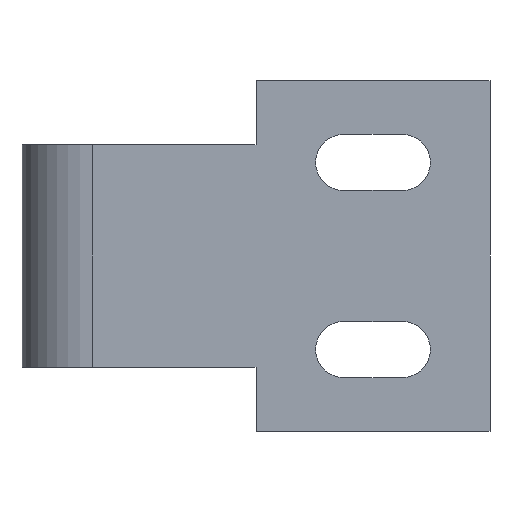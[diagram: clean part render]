
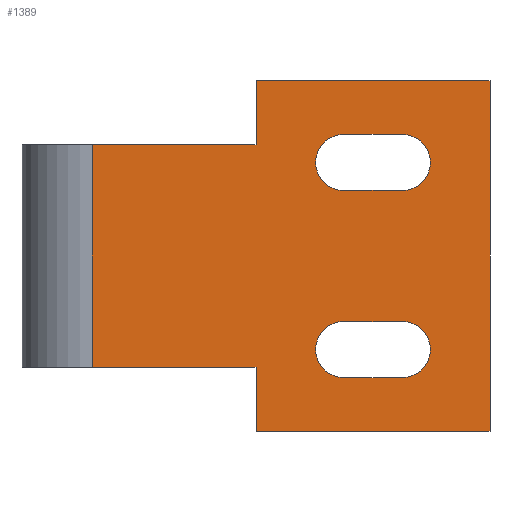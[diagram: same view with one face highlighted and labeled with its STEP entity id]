
A CAD part, front view. The second image highlights one B-rep face of the part: STEP entity #1389.
In plain terms, the highlighted planar face has unit normal (0, -1, 0).
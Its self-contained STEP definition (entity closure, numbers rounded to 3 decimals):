
#4 = CARTESIAN_POINT ( 'NONE',  ( -3.287, -8.11, -5.2 ) ) ;
#6 = VECTOR ( 'NONE', #433, 1000. ) ;
#17 = EDGE_CURVE ( 'NONE', #1370, #882, #278, .T. ) ;
#55 = ORIENTED_EDGE ( 'NONE', *, *, #243, .F. ) ;
#95 = EDGE_LOOP ( 'NONE', ( #134, #981, #978, #55 ) ) ;
#96 = AXIS2_PLACEMENT_3D ( 'NONE', #624, #1161, #397 ) ;
#103 = ORIENTED_EDGE ( 'NONE', *, *, #799, .T. ) ;
#106 = VERTEX_POINT ( 'NONE', #292 ) ;
#111 = VERTEX_POINT ( 'NONE', #1026 ) ;
#118 = ORIENTED_EDGE ( 'NONE', *, *, #262, .T. ) ;
#134 = ORIENTED_EDGE ( 'NONE', *, *, #640, .F. ) ;
#138 = EDGE_CURVE ( 'NONE', #1370, #1054, #1285, .T. ) ;
#161 = LINE ( 'NONE', #810, #987 ) ;
#178 = CARTESIAN_POINT ( 'NONE',  ( -19.537, -8.11, 4.75 ) ) ;
#180 = ORIENTED_EDGE ( 'NONE', *, *, #597, .T. ) ;
#184 = CARTESIAN_POINT ( 'NONE',  ( -16.537, -8.11, 4.75 ) ) ;
#222 = CARTESIAN_POINT ( 'NONE',  ( -16.537, -8.11, 4.75 ) ) ;
#228 = VERTEX_POINT ( 'NONE', #1073 ) ;
#238 = CIRCLE ( 'NONE', #1206, 1.2 ) ;
#241 = CARTESIAN_POINT ( 'NONE',  ( 0.463, -8.11, -7.5 ) ) ;
#243 = EDGE_CURVE ( 'NONE', #684, #288, #554, .T. ) ;
#256 = DIRECTION ( 'NONE',  ( 0., -1., 0. ) ) ;
#262 = EDGE_CURVE ( 'NONE', #869, #819, #948, .T. ) ;
#278 = LINE ( 'NONE', #178, #1272 ) ;
#285 = VECTOR ( 'NONE', #1091, 1000. ) ;
#288 = VERTEX_POINT ( 'NONE', #1167 ) ;
#289 = DIRECTION ( 'NONE',  ( 0., 0., -1. ) ) ;
#292 = CARTESIAN_POINT ( 'NONE',  ( -9.537, -8.11, 7.5 ) ) ;
#312 = CARTESIAN_POINT ( 'NONE',  ( -5.787, -8.11, 2.8 ) ) ;
#327 = CARTESIAN_POINT ( 'NONE',  ( -16.537, -8.11, -4.75 ) ) ;
#341 = CARTESIAN_POINT ( 'NONE',  ( -3.287, -8.11, 2.8 ) ) ;
#349 = AXIS2_PLACEMENT_3D ( 'NONE', #715, #826, #645 ) ;
#352 = LINE ( 'NONE', #4, #285 ) ;
#367 = ORIENTED_EDGE ( 'NONE', *, *, #1236, .F. ) ;
#371 = CIRCLE ( 'NONE', #743, 1.2 ) ;
#372 = DIRECTION ( 'NONE',  ( -1., 0., 0. ) ) ;
#381 = DIRECTION ( 'NONE',  ( -1., 0., 0. ) ) ;
#384 = DIRECTION ( 'NONE',  ( 1., 0., 0. ) ) ;
#388 = DIRECTION ( 'NONE',  ( 1., 0., 0. ) ) ;
#394 = VECTOR ( 'NONE', #1071, 1000. ) ;
#397 = DIRECTION ( 'NONE',  ( 0., 0., 1. ) ) ;
#402 = CARTESIAN_POINT ( 'NONE',  ( -9.537, -8.11, 7.5 ) ) ;
#407 = DIRECTION ( 'NONE',  ( 0., 0., -1. ) ) ;
#411 = CARTESIAN_POINT ( 'NONE',  ( -5.787, -8.11, 5.2 ) ) ;
#417 = CARTESIAN_POINT ( 'NONE',  ( -9.537, -8.11, -7.5 ) ) ;
#425 = LINE ( 'NONE', #417, #1378 ) ;
#433 = DIRECTION ( 'NONE',  ( 0., 0., -1. ) ) ;
#445 = VECTOR ( 'NONE', #539, 1000. ) ;
#467 = VECTOR ( 'NONE', #1368, 1000. ) ;
#510 = CARTESIAN_POINT ( 'NONE',  ( -3.287, -8.11, 5.2 ) ) ;
#539 = DIRECTION ( 'NONE',  ( -1., 0., 0. ) ) ;
#554 = CIRCLE ( 'NONE', #1319, 1.2 ) ;
#589 = LINE ( 'NONE', #918, #631 ) ;
#597 = EDGE_CURVE ( 'NONE', #111, #106, #161, .T. ) ;
#607 = VECTOR ( 'NONE', #289, 1000. ) ;
#624 = CARTESIAN_POINT ( 'NONE',  ( 0.463, -8.11, 4.75 ) ) ;
#631 = VECTOR ( 'NONE', #372, 1000. ) ;
#640 = EDGE_CURVE ( 'NONE', #228, #684, #589, .T. ) ;
#645 = DIRECTION ( 'NONE',  ( 0., 0., 1. ) ) ;
#647 = DIRECTION ( 'NONE',  ( 0., 0., 1. ) ) ;
#648 = EDGE_CURVE ( 'NONE', #1138, #228, #371, .T. ) ;
#652 = LINE ( 'NONE', #1377, #467 ) ;
#654 = ORIENTED_EDGE ( 'NONE', *, *, #867, .F. ) ;
#661 = CARTESIAN_POINT ( 'NONE',  ( -3.287, -8.11, -4. ) ) ;
#684 = VERTEX_POINT ( 'NONE', #1198 ) ;
#695 = DIRECTION ( 'NONE',  ( 0., 0., 1. ) ) ;
#715 = CARTESIAN_POINT ( 'NONE',  ( -5.787, -8.11, 4. ) ) ;
#727 = FACE_OUTER_BOUND ( 'NONE', #1402, .T. ) ;
#735 = LINE ( 'NONE', #963, #445 ) ;
#738 = VERTEX_POINT ( 'NONE', #341 ) ;
#742 = VECTOR ( 'NONE', #407, 1000. ) ;
#743 = AXIS2_PLACEMENT_3D ( 'NONE', #661, #1000, #894 ) ;
#799 = EDGE_CURVE ( 'NONE', #106, #882, #938, .T. ) ;
#810 = CARTESIAN_POINT ( 'NONE',  ( 0.463, -8.11, 7.5 ) ) ;
#819 = VERTEX_POINT ( 'NONE', #1151 ) ;
#826 = DIRECTION ( 'NONE',  ( 0., -1., 0. ) ) ;
#828 = LINE ( 'NONE', #905, #1040 ) ;
#841 = CARTESIAN_POINT ( 'NONE',  ( -5.787, -8.11, -4. ) ) ;
#852 = ORIENTED_EDGE ( 'NONE', *, *, #17, .F. ) ;
#853 = LINE ( 'NONE', #1273, #394 ) ;
#867 = EDGE_CURVE ( 'NONE', #738, #942, #238, .T. ) ;
#869 = VERTEX_POINT ( 'NONE', #933 ) ;
#872 = ORIENTED_EDGE ( 'NONE', *, *, #1398, .T. ) ;
#882 = VERTEX_POINT ( 'NONE', #1022 ) ;
#894 = DIRECTION ( 'NONE',  ( 0., 0., 1. ) ) ;
#905 = CARTESIAN_POINT ( 'NONE',  ( -3.287, -8.11, 2.8 ) ) ;
#911 = EDGE_CURVE ( 'NONE', #940, #1392, #967, .T. ) ;
#918 = CARTESIAN_POINT ( 'NONE',  ( -3.287, -8.11, -2.8 ) ) ;
#928 = EDGE_CURVE ( 'NONE', #111, #1118, #652, .T. ) ;
#933 = CARTESIAN_POINT ( 'NONE',  ( -9.537, -8.11, -4.75 ) ) ;
#938 = LINE ( 'NONE', #1053, #607 ) ;
#940 = VERTEX_POINT ( 'NONE', #411 ) ;
#941 = FACE_BOUND ( 'NONE', #999, .T. ) ;
#942 = VERTEX_POINT ( 'NONE', #510 ) ;
#948 = LINE ( 'NONE', #402, #742 ) ;
#956 = PLANE ( 'NONE',  #96 ) ;
#963 = CARTESIAN_POINT ( 'NONE',  ( -3.287, -8.11, 5.2 ) ) ;
#967 = CIRCLE ( 'NONE', #349, 1.2 ) ;
#978 = ORIENTED_EDGE ( 'NONE', *, *, #1089, .F. ) ;
#981 = ORIENTED_EDGE ( 'NONE', *, *, #648, .F. ) ;
#987 = VECTOR ( 'NONE', #381, 1000. ) ;
#996 = EDGE_CURVE ( 'NONE', #1054, #869, #853, .T. ) ;
#999 = EDGE_LOOP ( 'NONE', ( #1240, #654, #367, #1275 ) ) ;
#1000 = DIRECTION ( 'NONE',  ( 0., -1., 0. ) ) ;
#1009 = EDGE_CURVE ( 'NONE', #942, #940, #735, .T. ) ;
#1022 = CARTESIAN_POINT ( 'NONE',  ( -9.537, -8.11, 4.75 ) ) ;
#1026 = CARTESIAN_POINT ( 'NONE',  ( 0.463, -8.11, 7.5 ) ) ;
#1040 = VECTOR ( 'NONE', #384, 1000. ) ;
#1053 = CARTESIAN_POINT ( 'NONE',  ( -9.537, -8.11, 7.5 ) ) ;
#1054 = VERTEX_POINT ( 'NONE', #327 ) ;
#1057 = DIRECTION ( 'NONE',  ( 1., 0., 0. ) ) ;
#1071 = DIRECTION ( 'NONE',  ( 1., 0., 0. ) ) ;
#1073 = CARTESIAN_POINT ( 'NONE',  ( -3.287, -8.11, -2.8 ) ) ;
#1089 = EDGE_CURVE ( 'NONE', #288, #1138, #352, .T. ) ;
#1091 = DIRECTION ( 'NONE',  ( 1., 0., 0. ) ) ;
#1101 = CARTESIAN_POINT ( 'NONE',  ( -3.287, -8.11, -5.2 ) ) ;
#1118 = VERTEX_POINT ( 'NONE', #241 ) ;
#1135 = ORIENTED_EDGE ( 'NONE', *, *, #996, .T. ) ;
#1138 = VERTEX_POINT ( 'NONE', #1101 ) ;
#1151 = CARTESIAN_POINT ( 'NONE',  ( -9.537, -8.11, -7.5 ) ) ;
#1161 = DIRECTION ( 'NONE',  ( 0., 1., 0. ) ) ;
#1167 = CARTESIAN_POINT ( 'NONE',  ( -5.787, -8.11, -5.2 ) ) ;
#1174 = DIRECTION ( 'NONE',  ( 0., -1., 0. ) ) ;
#1198 = CARTESIAN_POINT ( 'NONE',  ( -5.787, -8.11, -2.8 ) ) ;
#1201 = ORIENTED_EDGE ( 'NONE', *, *, #138, .T. ) ;
#1206 = AXIS2_PLACEMENT_3D ( 'NONE', #1222, #256, #695 ) ;
#1222 = CARTESIAN_POINT ( 'NONE',  ( -3.287, -8.11, 4. ) ) ;
#1236 = EDGE_CURVE ( 'NONE', #1392, #738, #828, .T. ) ;
#1240 = ORIENTED_EDGE ( 'NONE', *, *, #1009, .F. ) ;
#1256 = ORIENTED_EDGE ( 'NONE', *, *, #928, .F. ) ;
#1272 = VECTOR ( 'NONE', #388, 1000. ) ;
#1273 = CARTESIAN_POINT ( 'NONE',  ( 0.463, -8.11, -4.75 ) ) ;
#1275 = ORIENTED_EDGE ( 'NONE', *, *, #911, .F. ) ;
#1285 = LINE ( 'NONE', #222, #6 ) ;
#1319 = AXIS2_PLACEMENT_3D ( 'NONE', #841, #1174, #647 ) ;
#1364 = FACE_BOUND ( 'NONE', #95, .T. ) ;
#1368 = DIRECTION ( 'NONE',  ( 0., 0., -1. ) ) ;
#1370 = VERTEX_POINT ( 'NONE', #184 ) ;
#1377 = CARTESIAN_POINT ( 'NONE',  ( 0.463, -8.11, 4.75 ) ) ;
#1378 = VECTOR ( 'NONE', #1057, 1000. ) ;
#1389 = ADVANCED_FACE ( 'NONE', ( #941, #1364, #727 ), #956, .F. ) ;
#1392 = VERTEX_POINT ( 'NONE', #312 ) ;
#1398 = EDGE_CURVE ( 'NONE', #819, #1118, #425, .T. ) ;
#1402 = EDGE_LOOP ( 'NONE', ( #852, #1201, #1135, #118, #872, #1256, #180, #103 ) ) ;
